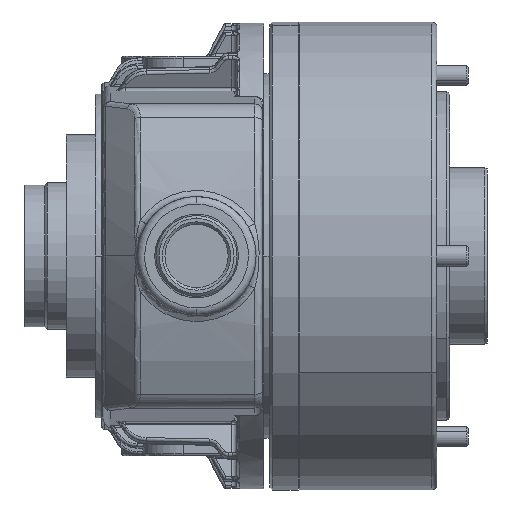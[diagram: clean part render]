
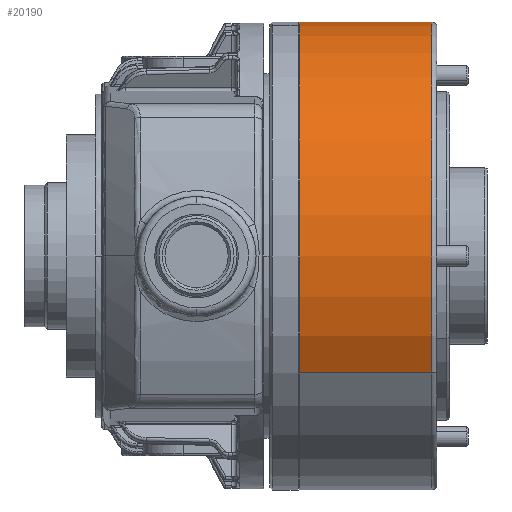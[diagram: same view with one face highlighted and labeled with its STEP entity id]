
A CAD part, front view. The second image highlights one B-rep face of the part: STEP entity #20190.
In plain terms, the highlighted cylindrical face has radius 92.5 mm (diameter 185 mm), a partial arc.
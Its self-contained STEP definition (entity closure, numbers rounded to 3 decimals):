
#292 = DIRECTION ( 'NONE',  ( 0., -1., 0. ) ) ;
#967 = AXIS2_PLACEMENT_3D ( 'NONE', #9844, #45028, #14901 ) ;
#1277 = DIRECTION ( 'NONE',  ( -1., 0., 0. ) ) ;
#4211 = VECTOR ( 'NONE', #49018, 1000. ) ;
#4471 = CYLINDRICAL_SURFACE ( 'NONE', #20530, 92.5 ) ;
#6346 = CARTESIAN_POINT ( 'NONE',  ( 0., -92.5, 0. ) ) ;
#9135 = DIRECTION ( 'NONE',  ( -1., 0., 0. ) ) ;
#9141 = CARTESIAN_POINT ( 'NONE',  ( 52.5, 92.5, 0. ) ) ;
#9844 = CARTESIAN_POINT ( 'NONE',  ( 0., 0., 0. ) ) ;
#10024 = VERTEX_POINT ( 'NONE', #55252 ) ;
#14901 = DIRECTION ( 'NONE',  ( 0., -1., 0. ) ) ;
#17176 = CIRCLE ( 'NONE', #61676, 92.5 ) ;
#20047 = VERTEX_POINT ( 'NONE', #63608 ) ;
#20190 = ADVANCED_FACE ( 'NONE', ( #44609 ), #4471, .T. ) ;
#20530 = AXIS2_PLACEMENT_3D ( 'NONE', #40320, #65133, #292 ) ;
#21108 = VERTEX_POINT ( 'NONE', #9141 ) ;
#21696 = ORIENTED_EDGE ( 'NONE', *, *, #62722, .T. ) ;
#30476 = EDGE_CURVE ( 'NONE', #10024, #20047, #30649, .T. ) ;
#30649 = CIRCLE ( 'NONE', #967, 92.5 ) ;
#30947 = LINE ( 'NONE', #54064, #4211 ) ;
#31681 = VERTEX_POINT ( 'NONE', #50899 ) ;
#34125 = LINE ( 'NONE', #6346, #45943 ) ;
#38347 = EDGE_LOOP ( 'NONE', ( #55273, #21696, #42051, #42283 ) ) ;
#39251 = CARTESIAN_POINT ( 'NONE',  ( 52.5, 0., 0. ) ) ;
#40320 = CARTESIAN_POINT ( 'NONE',  ( 0., 0., 0. ) ) ;
#40697 = EDGE_CURVE ( 'NONE', #31681, #10024, #34125, .T. ) ;
#42051 = ORIENTED_EDGE ( 'NONE', *, *, #30476, .F. ) ;
#42283 = ORIENTED_EDGE ( 'NONE', *, *, #40697, .F. ) ;
#44306 = DIRECTION ( 'NONE',  ( 0., -1., 0. ) ) ;
#44609 = FACE_OUTER_BOUND ( 'NONE', #38347, .T. ) ;
#45028 = DIRECTION ( 'NONE',  ( -1., 0., 0. ) ) ;
#45943 = VECTOR ( 'NONE', #1277, 1000. ) ;
#49018 = DIRECTION ( 'NONE',  ( -1., 0., 0. ) ) ;
#49831 = EDGE_CURVE ( 'NONE', #31681, #21108, #17176, .T. ) ;
#50899 = CARTESIAN_POINT ( 'NONE',  ( 52.5, -92.5, 0. ) ) ;
#54064 = CARTESIAN_POINT ( 'NONE',  ( 0., 92.5, 0. ) ) ;
#55252 = CARTESIAN_POINT ( 'NONE',  ( 0., -92.5, 0. ) ) ;
#55273 = ORIENTED_EDGE ( 'NONE', *, *, #49831, .T. ) ;
#61676 = AXIS2_PLACEMENT_3D ( 'NONE', #39251, #9135, #44306 ) ;
#62722 = EDGE_CURVE ( 'NONE', #21108, #20047, #30947, .T. ) ;
#63608 = CARTESIAN_POINT ( 'NONE',  ( 0., 92.5, 0. ) ) ;
#65133 = DIRECTION ( 'NONE',  ( -1., 0., 0. ) ) ;
